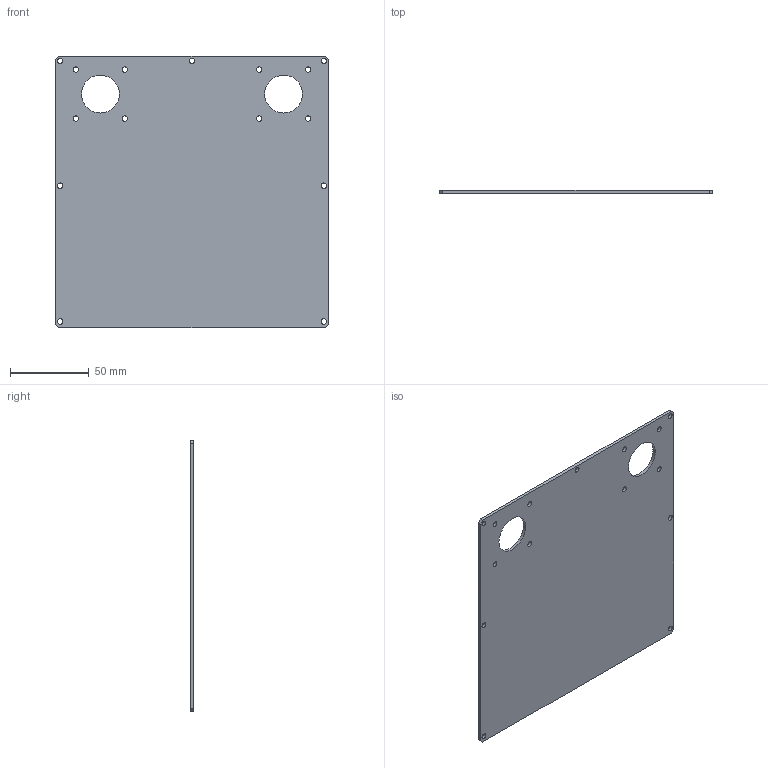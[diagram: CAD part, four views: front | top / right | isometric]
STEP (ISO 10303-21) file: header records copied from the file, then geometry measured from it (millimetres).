
FILE_DESCRIPTION(('FreeCAD Model'),'2;1');
FILE_NAME('Open CASCADE Shape Model','2023-04-09T13:26:17',('Author'),( ''),'Open CASCADE STEP processor 7.5','FreeCAD','Unknown');
FILE_SCHEMA(('AUTOMOTIVE_DESIGN { 1 0 10303 214 1 1 1 1 }'));
Length unit declared in the file: millimetre
Products named in the file (1): rear.top.panel
Bounding box: 173 x 2 x 172 mm (x, y, z)
Volume: 57414.1 mm3; surface area: 59406.7 mm2
Topology: 1 solids, 1 shells, 27 faces, 75 edges, 50 vertices
Faces by surface type: cylinder 17, plane 10
Full cylindrical faces by diameter (mm): 3.4 x15, 24 x2
Entity records: 1948 total; most frequent: DIRECTION 315, CARTESIAN_POINT 303, LINE 157, VECTOR 157, ORIENTED_EDGE 150, PCURVE 150, DEFINITIONAL_REPRESENTATION 150, EDGE_CURVE 75
